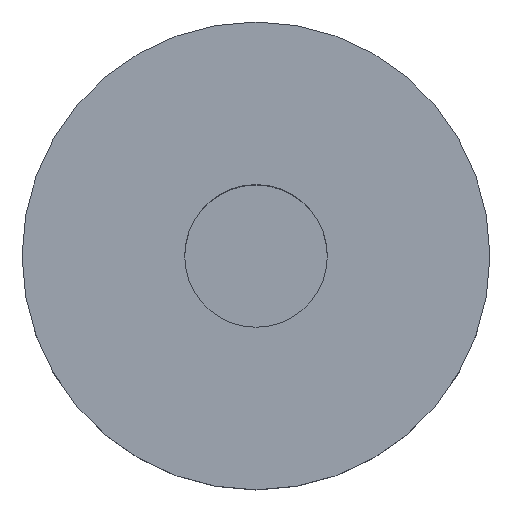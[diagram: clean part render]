
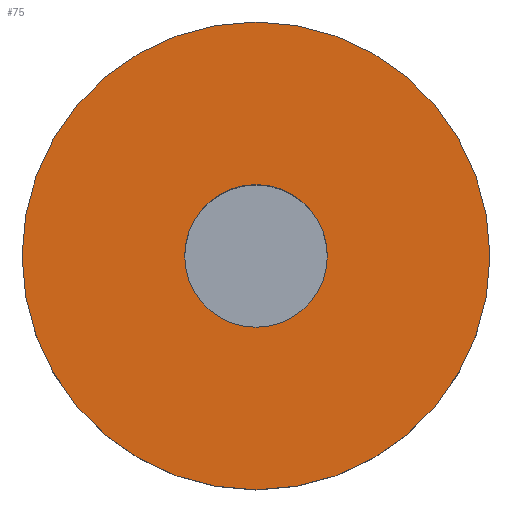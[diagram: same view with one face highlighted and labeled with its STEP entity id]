
A CAD part, top view. The second image highlights one B-rep face of the part: STEP entity #75.
In plain terms, the highlighted planar face has unit normal (0, 0, 1).
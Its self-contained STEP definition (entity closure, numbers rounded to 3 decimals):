
#16=FACE_BOUND('',#32,.T.);
#26=FACE_OUTER_BOUND('',#31,.T.);
#31=EDGE_LOOP('',(#64));
#32=EDGE_LOOP('',(#65));
#35=CIRCLE('',#94,1.525);
#36=CIRCLE('',#96,5.);
#41=VERTEX_POINT('',#133);
#42=VERTEX_POINT('',#137);
#47=EDGE_CURVE('',#41,#41,#35,.T.);
#49=EDGE_CURVE('',#42,#42,#36,.T.);
#64=ORIENTED_EDGE('',*,*,#49,.T.);
#65=ORIENTED_EDGE('',*,*,#47,.T.);
#71=PLANE('',#99);
#75=ADVANCED_FACE('',(#26,#16),#71,.T.);
#94=AXIS2_PLACEMENT_3D('',#134,#110,#111);
#96=AXIS2_PLACEMENT_3D('',#138,#115,#116);
#99=AXIS2_PLACEMENT_3D('',#144,#122,#123);
#110=DIRECTION('center_axis',(0.,0.,-1.));
#111=DIRECTION('ref_axis',(-1.,0.,0.));
#115=DIRECTION('center_axis',(0.,0.,1.));
#116=DIRECTION('ref_axis',(-1.,0.,0.));
#122=DIRECTION('center_axis',(0.,0.,1.));
#123=DIRECTION('ref_axis',(-1.,0.,0.));
#133=CARTESIAN_POINT('',(1.525,0.,2.));
#134=CARTESIAN_POINT('Origin',(0.,0.,2.));
#137=CARTESIAN_POINT('',(5.,0.,2.));
#138=CARTESIAN_POINT('Origin',(0.,0.,2.));
#144=CARTESIAN_POINT('Origin',(0.,0.,2.));
